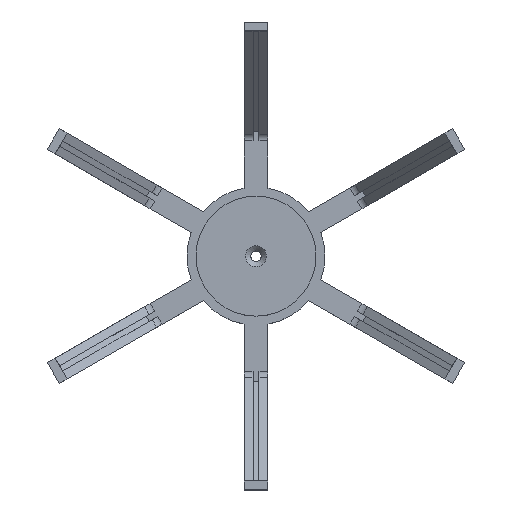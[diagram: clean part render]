
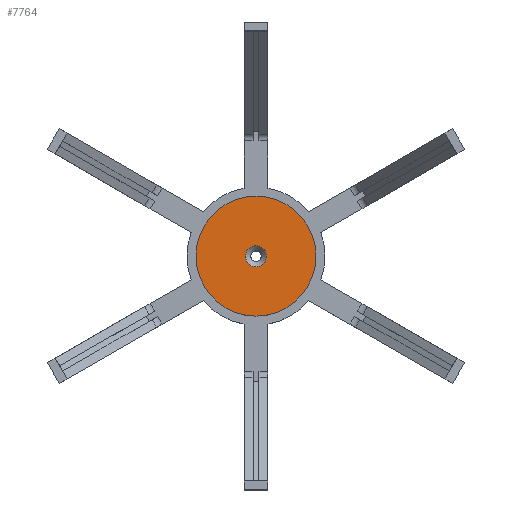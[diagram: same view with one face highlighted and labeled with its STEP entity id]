
A CAD part, top view. The second image highlights one B-rep face of the part: STEP entity #7764.
In plain terms, the highlighted planar face has unit normal (0, 0, 1).
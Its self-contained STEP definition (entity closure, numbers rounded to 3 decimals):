
#4697 = CYLINDRICAL_SURFACE('',#4698,20.);
#4698 = AXIS2_PLACEMENT_3D('',#4699,#4700,#4701);
#4699 = CARTESIAN_POINT('',(0.,0.,3.));
#4700 = DIRECTION('',(0.,0.,1.));
#4701 = DIRECTION('',(0.,1.,0.));
#7247 = VERTEX_POINT('',#7248);
#7248 = CARTESIAN_POINT('',(0.,20.,6.));
#7269 = EDGE_CURVE('',#7247,#7247,#7270,.T.);
#7270 = SURFACE_CURVE('',#7271,(#7276,#7283),.PCURVE_S1.);
#7271 = CIRCLE('',#7272,20.);
#7272 = AXIS2_PLACEMENT_3D('',#7273,#7274,#7275);
#7273 = CARTESIAN_POINT('',(0.,0.,6.));
#7274 = DIRECTION('',(0.,-0.,1.));
#7275 = DIRECTION('',(0.,1.,0.));
#7276 = PCURVE('',#4697,#7277);
#7277 = DEFINITIONAL_REPRESENTATION('',(#7278),#7282);
#7278 = LINE('',#7279,#7280);
#7279 = CARTESIAN_POINT('',(0.,3.));
#7280 = VECTOR('',#7281,1.);
#7281 = DIRECTION('',(1.,0.));
#7282 = ( GEOMETRIC_REPRESENTATION_CONTEXT(2) 
PARAMETRIC_REPRESENTATION_CONTEXT() REPRESENTATION_CONTEXT('2D SPACE',''
  ) );
#7283 = PCURVE('',#7284,#7289);
#7284 = PLANE('',#7285);
#7285 = AXIS2_PLACEMENT_3D('',#7286,#7287,#7288);
#7286 = CARTESIAN_POINT('',(0.,0.,6.));
#7287 = DIRECTION('',(0.,0.,1.));
#7288 = DIRECTION('',(0.,1.,0.));
#7289 = DEFINITIONAL_REPRESENTATION('',(#7290),#7294);
#7290 = CIRCLE('',#7291,20.);
#7291 = AXIS2_PLACEMENT_2D('',#7292,#7293);
#7292 = CARTESIAN_POINT('',(0.,0.));
#7293 = DIRECTION('',(1.,0.));
#7294 = ( GEOMETRIC_REPRESENTATION_CONTEXT(2) 
PARAMETRIC_REPRESENTATION_CONTEXT() REPRESENTATION_CONTEXT('2D SPACE',''
  ) );
#7729 = CONICAL_SURFACE('',#7730,3.5,0.785);
#7730 = AXIS2_PLACEMENT_3D('',#7731,#7732,#7733);
#7731 = CARTESIAN_POINT('',(0.,0.,6.));
#7732 = DIRECTION('',(0.,0.,1.));
#7733 = DIRECTION('',(0.,1.,-0.));
#7764 = ADVANCED_FACE('',(#7765,#7768),#7284,.T.);
#7765 = FACE_BOUND('',#7766,.T.);
#7766 = EDGE_LOOP('',(#7767));
#7767 = ORIENTED_EDGE('',*,*,#7269,.T.);
#7768 = FACE_BOUND('',#7769,.T.);
#7769 = EDGE_LOOP('',(#7770));
#7770 = ORIENTED_EDGE('',*,*,#7771,.F.);
#7771 = EDGE_CURVE('',#7772,#7772,#7774,.T.);
#7772 = VERTEX_POINT('',#7773);
#7773 = CARTESIAN_POINT('',(0.,3.5,6.));
#7774 = SURFACE_CURVE('',#7775,(#7780,#7787),.PCURVE_S1.);
#7775 = CIRCLE('',#7776,3.5);
#7776 = AXIS2_PLACEMENT_3D('',#7777,#7778,#7779);
#7777 = CARTESIAN_POINT('',(0.,0.,6.));
#7778 = DIRECTION('',(0.,-0.,1.));
#7779 = DIRECTION('',(0.,1.,0.));
#7780 = PCURVE('',#7284,#7781);
#7781 = DEFINITIONAL_REPRESENTATION('',(#7782),#7786);
#7782 = CIRCLE('',#7783,3.5);
#7783 = AXIS2_PLACEMENT_2D('',#7784,#7785);
#7784 = CARTESIAN_POINT('',(0.,0.));
#7785 = DIRECTION('',(1.,0.));
#7786 = ( GEOMETRIC_REPRESENTATION_CONTEXT(2) 
PARAMETRIC_REPRESENTATION_CONTEXT() REPRESENTATION_CONTEXT('2D SPACE',''
  ) );
#7787 = PCURVE('',#7729,#7788);
#7788 = DEFINITIONAL_REPRESENTATION('',(#7789),#7793);
#7789 = LINE('',#7790,#7791);
#7790 = CARTESIAN_POINT('',(0.,-0.));
#7791 = VECTOR('',#7792,1.);
#7792 = DIRECTION('',(1.,-0.));
#7793 = ( GEOMETRIC_REPRESENTATION_CONTEXT(2) 
PARAMETRIC_REPRESENTATION_CONTEXT() REPRESENTATION_CONTEXT('2D SPACE',''
  ) );
